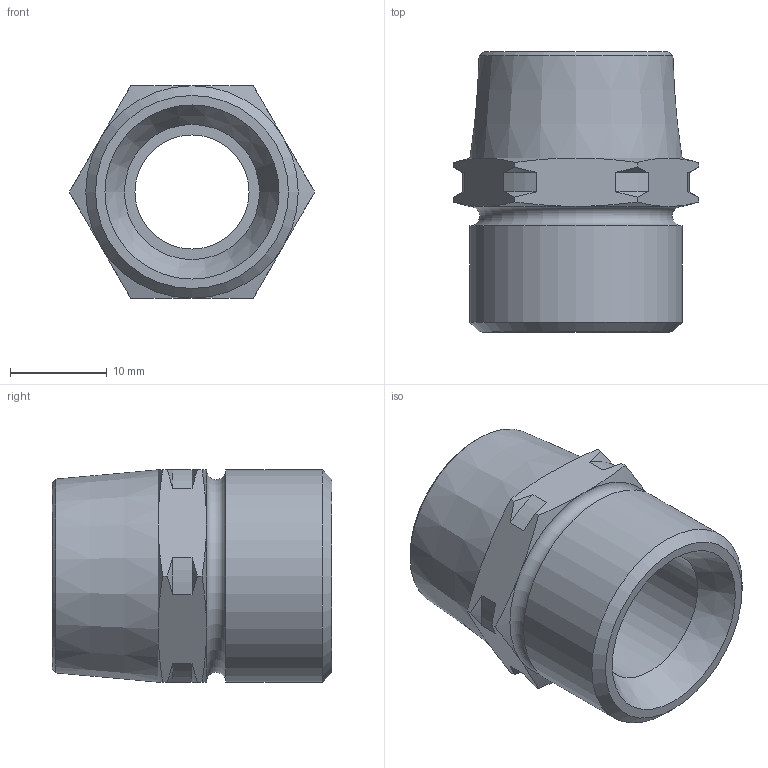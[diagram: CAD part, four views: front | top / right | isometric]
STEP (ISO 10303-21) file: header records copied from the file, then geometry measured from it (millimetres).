
FILE_DESCRIPTION( ( 'Unknown' ), '1' );
FILE_NAME( '01-0561_Gegennippel.stp', 'Unknown', ( 'Unknown' ), ( 'Unknown' ), 'PSStep 15.0.49', 'Unknown', ' ' );
FILE_SCHEMA( ( 'AUTOMOTIVE_DESIGN { 1 0 10303 214 1 1 1 1 }' ) );
Length unit declared in the file: millimetre
Products named in the file (1): 1
Bounding box: 25.4 x 29 x 22 mm (x, y, z)
Volume: 6634.9 mm3; surface area: 3663.3 mm2
Topology: 1 solids, 1 shells, 48 faces, 118 edges, 73 vertices
Faces by surface type: cone 29, plane 9, cylinder 9, torus 1
Full cylindrical faces by diameter (mm): 11.82 x1, 14 x1, 22 x1
Entity records: 1838 total; most frequent: CARTESIAN_POINT 419, ORIENTED_EDGE 214, DIRECTION 192, EDGE_CURVE 107, AXIS2_PLACEMENT_3D 84, VERTEX_POINT 71, EDGE_LOOP 60, FACE_OUTER_BOUND 52
